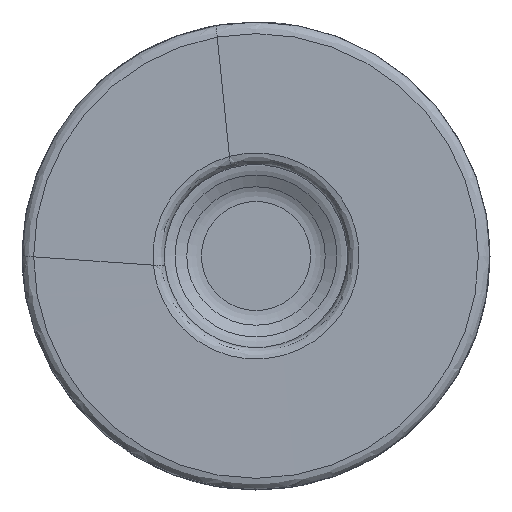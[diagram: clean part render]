
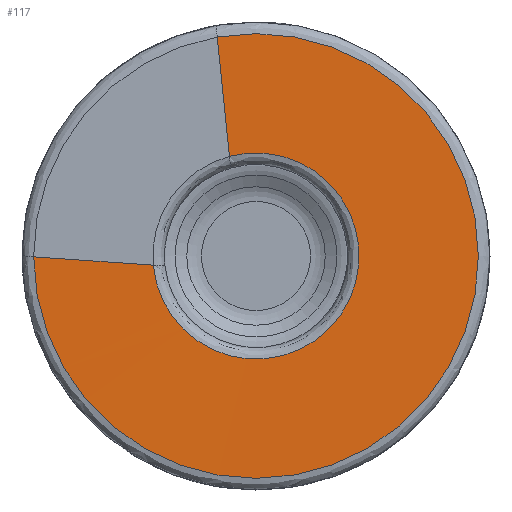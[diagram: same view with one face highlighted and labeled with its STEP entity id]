
A CAD part, left-side view. The second image highlights one B-rep face of the part: STEP entity #117.
In plain terms, the highlighted free-form (B-spline) face has degree [1, 3] with [2, 7] control points.
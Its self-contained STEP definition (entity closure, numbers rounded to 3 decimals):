
#117=ADVANCED_FACE('',(#191),#163,.F.);
#163=(
BOUNDED_SURFACE()
B_SPLINE_SURFACE(1,3,((#1055,#1056,#1057,#1058,#1059,#1060,#1061),(#1062,
#1063,#1064,#1065,#1066,#1067,#1068)),.UNSPECIFIED.,.F.,.F.,.F.)
B_SPLINE_SURFACE_WITH_KNOTS((2,2),(4,3,4),(0.,1.),(0.,0.5,1.),
 .UNSPECIFIED.)
GEOMETRIC_REPRESENTATION_ITEM()
RATIONAL_B_SPLINE_SURFACE(((1.,0.562,0.562,1.,0.562,
0.562,1.),(1.,0.562,0.562,1.,0.562,
0.562,1.)))
REPRESENTATION_ITEM('')
SURFACE()
);
#191=FACE_OUTER_BOUND('',#221,.T.);
#221=EDGE_LOOP('',(#330,#331,#332,#333));
#278=LINE('',#970,#290);
#279=LINE('',#971,#291);
#290=VECTOR('',#761,1.);
#291=VECTOR('',#762,1.);
#330=ORIENTED_EDGE('',*,*,#527,.T.);
#331=ORIENTED_EDGE('',*,*,#536,.F.);
#332=ORIENTED_EDGE('',*,*,#528,.T.);
#333=ORIENTED_EDGE('',*,*,#535,.T.);
#468=VERTEX_POINT('',#947);
#469=VERTEX_POINT('',#948);
#470=VERTEX_POINT('',#968);
#471=VERTEX_POINT('',#969);
#527=EDGE_CURVE('',#468,#470,#278,.T.);
#528=EDGE_CURVE('',#471,#469,#279,.T.);
#535=EDGE_CURVE('',#469,#468,#609,.T.);
#536=EDGE_CURVE('',#471,#470,#610,.T.);
#609=CIRCLE('',#671,7.051);
#610=CIRCLE('',#672,15.204);
#671=AXIS2_PLACEMENT_3D('',#1025,#769,#770);
#672=AXIS2_PLACEMENT_3D('',#1054,#771,#772);
#761=DIRECTION('',(-0.003,0.998,0.07));
#762=DIRECTION('',(0.003,-0.102,-0.995));
#769=DIRECTION('',(1.,0.,0.));
#770=DIRECTION('',(0.,0.257,0.966));
#771=DIRECTION('',(1.,0.,0.));
#772=DIRECTION('',(0.,0.174,0.985));
#947=CARTESIAN_POINT('',(0.021,7.024,-0.626));
#948=CARTESIAN_POINT('',(0.021,1.815,6.814));
#968=CARTESIAN_POINT('',(0.,15.204,-0.056));
#969=CARTESIAN_POINT('',(0.,2.649,14.971));
#970=CARTESIAN_POINT('',(0.021,7.024,-0.626));
#971=CARTESIAN_POINT('',(0.021,1.815,6.814));
#1025=CARTESIAN_POINT('',(0.021,0.,0.));
#1054=CARTESIAN_POINT('',(0.,0.,0.));
#1055=CARTESIAN_POINT('',(0.021,1.815,6.814));
#1056=CARTESIAN_POINT('',(0.021,-5.78,8.837));
#1057=CARTESIAN_POINT('',(0.021,-10.284,2.396));
#1058=CARTESIAN_POINT('',(0.021,-5.777,-4.044));
#1059=CARTESIAN_POINT('',(0.021,-1.269,-10.483));
#1060=CARTESIAN_POINT('',(0.021,6.326,-8.456));
#1061=CARTESIAN_POINT('',(0.021,7.024,-0.626));
#1062=CARTESIAN_POINT('',(0.,2.649,14.971));
#1063=CARTESIAN_POINT('',(0.,-14.04,17.924));
#1064=CARTESIAN_POINT('',(0.,-22.534,3.258));
#1065=CARTESIAN_POINT('',(0.,-11.668,-9.748));
#1066=CARTESIAN_POINT('',(0.,-0.801,-22.754));
#1067=CARTESIAN_POINT('',(0.,15.142,-17.004));
#1068=CARTESIAN_POINT('',(0.,15.204,-0.056));
